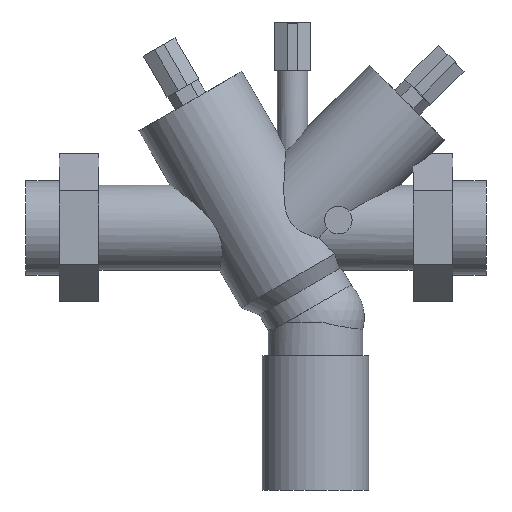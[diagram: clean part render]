
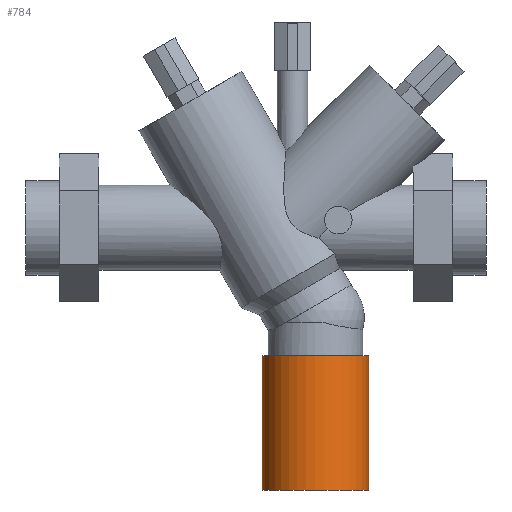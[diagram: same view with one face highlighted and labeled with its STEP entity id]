
A CAD part, front view. The second image highlights one B-rep face of the part: STEP entity #784.
In plain terms, the highlighted cylindrical face has radius 35 mm (diameter 70 mm), a partial arc.
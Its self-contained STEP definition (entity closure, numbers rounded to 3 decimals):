
#660=VERTEX_POINT('',#1883);
#784=ADVANCED_FACE('',(#2020),#2021,.T.);
#790=VERTEX_POINT('',#2027);
#798=EDGE_CURVE('',#1490,#790,#2035,.T.);
#852=EDGE_CURVE('',#1490,#1582,#2096,.T.);
#1284=EDGE_CURVE('',#660,#790,#2572,.T.);
#1486=EDGE_CURVE('',#660,#1582,#2793,.T.);
#1490=VERTEX_POINT('',#2798);
#1582=VERTEX_POINT('',#2901);
#1883=CARTESIAN_POINT('',(50.0,0.,-172.0));
#2020=FACE_OUTER_BOUND('',#3564,.T.);
#2021=CYLINDRICAL_SURFACE('',#3565,35.0);
#2027=CARTESIAN_POINT('',(-20.0,0.0,-172.0));
#2035=LINE('',#3587,#3588);
#2096=CIRCLE('',#3712,35.0);
#2572=CIRCLE('',#11405,35.0);
#2793=LINE('',#18360,#18361);
#2798=CARTESIAN_POINT('',(-20.0,0.0,-84.0));
#2901=CARTESIAN_POINT('',(50.0,0.,-84.0));
#3564=EDGE_LOOP('',(#19731,#19732,#19733,#19734));
#3565=AXIS2_PLACEMENT_3D('',#19735,#19736,#19737);
#3587=CARTESIAN_POINT('',(-20.0,0.,-128.0));
#3588=VECTOR('',#19744,1.0);
#3712=AXIS2_PLACEMENT_3D('',#19814,#19815,#19816);
#11405=AXIS2_PLACEMENT_3D('',#20320,#20321,#20322);
#18360=CARTESIAN_POINT('',(50.0,0.,-128.0));
#18361=VECTOR('',#20554,1.0);
#19731=ORIENTED_EDGE('',*,*,#798,.T.);
#19732=ORIENTED_EDGE('',*,*,#1284,.F.);
#19733=ORIENTED_EDGE('',*,*,#1486,.T.);
#19734=ORIENTED_EDGE('',*,*,#852,.F.);
#19735=CARTESIAN_POINT('',(15.0,0.0,-128.0));
#19736=DIRECTION('',(0.0,0.0,1.0));
#19737=DIRECTION('',(-1.0,0.0,0.0));
#19744=DIRECTION('',(0.0,0.0,-1.0));
#19814=CARTESIAN_POINT('',(15.0,0.0,-84.0));
#19815=DIRECTION('',(0.0,0.0,1.0));
#19816=DIRECTION('',(-1.0,0.0,0.0));
#20320=CARTESIAN_POINT('',(15.0,0.0,-172.0));
#20321=DIRECTION('',(0.0,0.0,-1.0));
#20322=DIRECTION('',(-1.0,0.0,0.0));
#20554=DIRECTION('',(0.0,0.0,1.0));
